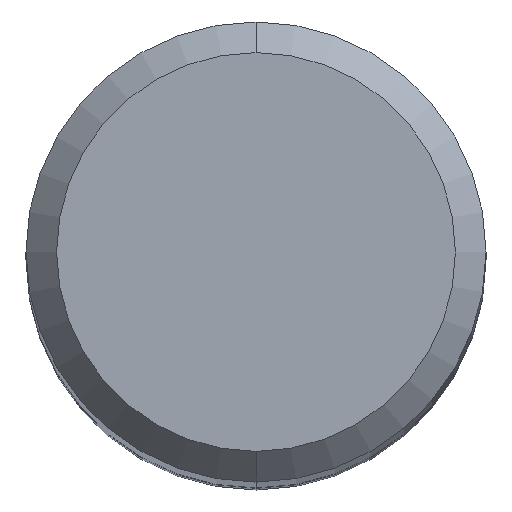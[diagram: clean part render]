
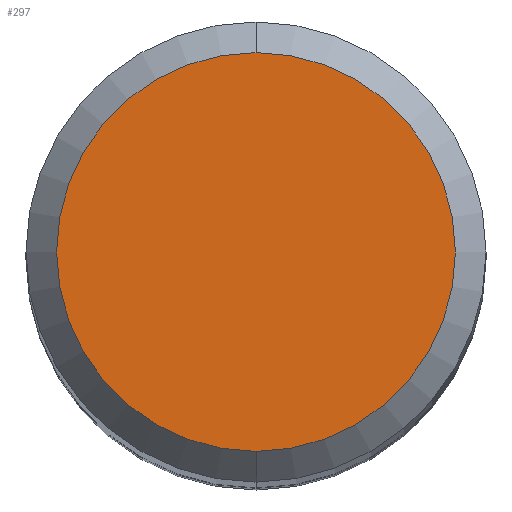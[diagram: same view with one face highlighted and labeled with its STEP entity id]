
A CAD part, top view. The second image highlights one B-rep face of the part: STEP entity #297.
In plain terms, the highlighted planar face has unit normal (0, 0, 1).
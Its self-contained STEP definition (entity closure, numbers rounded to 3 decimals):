
#201=VERTEX_POINT('',#517);
#211=EDGE_CURVE('',#225,#201,#529,.T.);
#215=EDGE_CURVE('',#201,#225,#534,.T.);
#225=VERTEX_POINT('',#548);
#297=ADVANCED_FACE('',(#628),#629,.T.);
#517=CARTESIAN_POINT('',(0.0,2.6,0.0));
#529=CIRCLE('',#896,2.6);
#534=CIRCLE('',#902,2.6);
#548=CARTESIAN_POINT('',(0.,-2.6,0.0));
#628=FACE_OUTER_BOUND('',#1099,.T.);
#629=PLANE('',#1100);
#896=AXIS2_PLACEMENT_3D('',#1512,#1513,#1514);
#902=AXIS2_PLACEMENT_3D('',#1523,#1524,#1525);
#1099=EDGE_LOOP('',(#1638,#1639));
#1100=AXIS2_PLACEMENT_3D('',#1640,#1641,#1642);
#1512=CARTESIAN_POINT('',(0.0,0.0,0.0));
#1513=DIRECTION('',(0.0,0.0,-1.0));
#1514=DIRECTION('',(0.0,1.0,0.0));
#1523=CARTESIAN_POINT('',(0.0,0.0,0.0));
#1524=DIRECTION('',(0.0,0.0,-1.0));
#1525=DIRECTION('',(0.0,1.0,0.0));
#1638=ORIENTED_EDGE('',*,*,#215,.F.);
#1639=ORIENTED_EDGE('',*,*,#211,.F.);
#1640=CARTESIAN_POINT('',(0.0,1.3,0.0));
#1641=DIRECTION('',(-0.0,0.0,1.0));
#1642=DIRECTION('',(0.0,-1.0,0.0));
